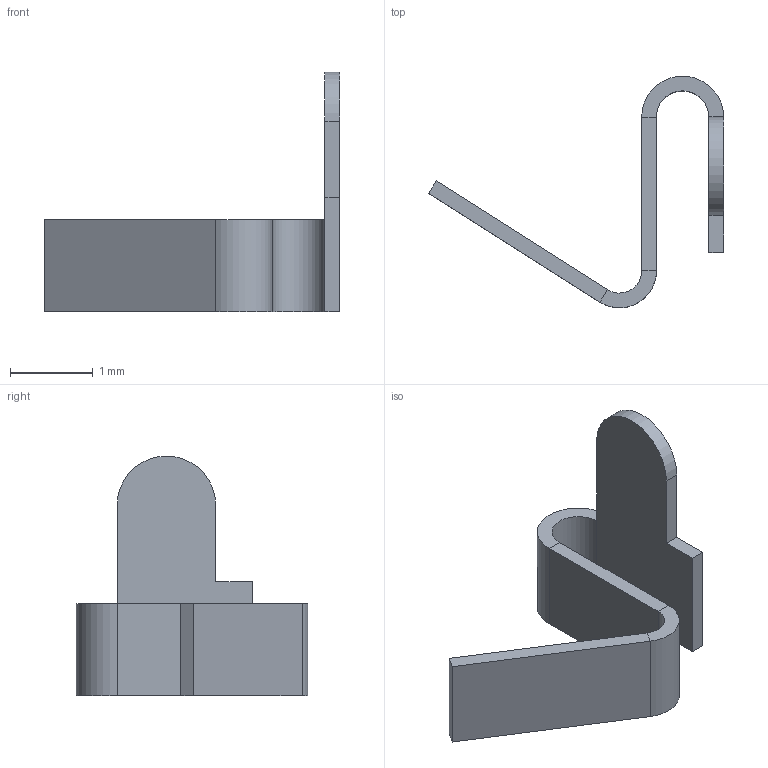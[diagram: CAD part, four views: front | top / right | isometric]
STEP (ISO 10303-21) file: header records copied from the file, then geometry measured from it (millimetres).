
FILE_DESCRIPTION (( 'STEP AP214' ), '1' );
FILE_NAME ('Part_3-End Cover.STEP', '2024-01-17T00:47:07', ( '' ), ( '' ), 'SwSTEP 2.0', 'SolidWorks 2022', '' );
FILE_SCHEMA (( 'AUTOMOTIVE_DESIGN' ));
Length unit declared in the file: millimetre
Products named in the file (1): Part_3-End Cover
Bounding box: 3.56 x 2.79 x 2.89 mm (x, y, z)
Volume: 1.9 mm3; surface area: 25.7 mm2
Topology: 1 solids, 1 shells, 25 faces, 53 edges, 30 vertices
Faces by surface type: plane 20, cylinder 5
Entity records: 683 total; most frequent: DIRECTION 115, CARTESIAN_POINT 109, ORIENTED_EDGE 106, EDGE_CURVE 53, LINE 43, VECTOR 43, AXIS2_PLACEMENT_3D 36, VERTEX_POINT 30
